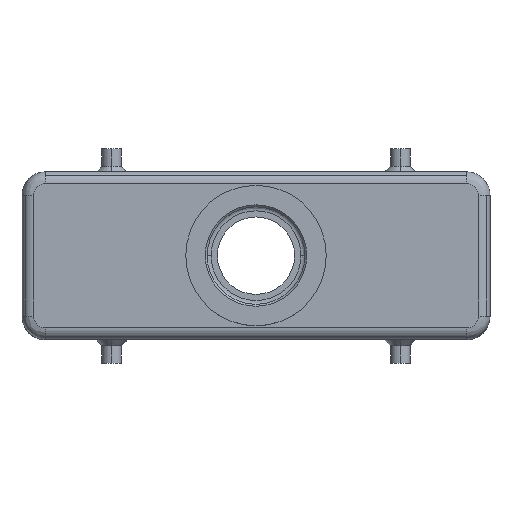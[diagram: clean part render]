
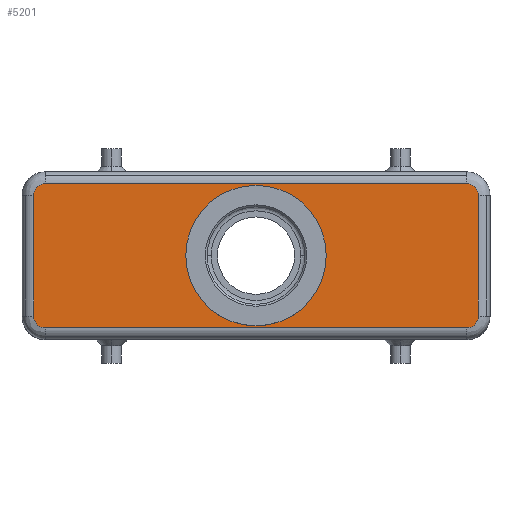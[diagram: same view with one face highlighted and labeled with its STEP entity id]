
A CAD part, top view. The second image highlights one B-rep face of the part: STEP entity #5201.
In plain terms, the highlighted planar face has unit normal (0, 0, 1).
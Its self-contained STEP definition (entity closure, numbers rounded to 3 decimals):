
#4088=CARTESIAN_POINT('',(-57.,-15.5,55.0));
#4089=VERTEX_POINT('',#4088);
#4097=CARTESIAN_POINT('',(-57.,15.5,55.0));
#4098=VERTEX_POINT('',#4097);
#4099=CARTESIAN_POINT('',(-57.,-15.5,55.0));
#4100=DIRECTION('',(0.0,1.0,0.0));
#4101=VECTOR('',#4100,31.);
#4102=LINE('',#4099,#4101);
#4103=EDGE_CURVE('',#4089,#4098,#4102,.T.);
#4746=CARTESIAN_POINT('',(0.,18.0,55.0));
#4747=VERTEX_POINT('',#4746);
#4763=CARTESIAN_POINT('',(0.,-18.,55.));
#4764=VERTEX_POINT('',#4763);
#4771=CARTESIAN_POINT('',(0.0,0.,55.0));
#4772=DIRECTION('',(0.0,0.0,-1.0));
#4773=DIRECTION('',(0.0,1.0,0.0));
#4774=AXIS2_PLACEMENT_3D('',#4771,#4772,#4773);
#4775=CIRCLE('',#4774,18.);
#4776=EDGE_CURVE('',#4747,#4764,#4775,.T.);
#5125=CARTESIAN_POINT('',(60.,0.0,55.0));
#5126=DIRECTION('',(0.0,0.0,1.0));
#5127=DIRECTION('',(1.0,0.0,0.0));
#5128=AXIS2_PLACEMENT_3D('',#5125,#5126,#5127);
#5129=PLANE('',#5128);
#5130=CARTESIAN_POINT('',(57.,15.5,55.0));
#5131=VERTEX_POINT('',#5130);
#5132=CARTESIAN_POINT('',(57.,-15.5,55.0));
#5133=VERTEX_POINT('',#5132);
#5134=CARTESIAN_POINT('',(57.,15.5,55.0));
#5135=DIRECTION('',(0.0,-1.0,0.0));
#5136=VECTOR('',#5135,31.);
#5137=LINE('',#5134,#5136);
#5138=EDGE_CURVE('',#5131,#5133,#5137,.T.);
#5139=ORIENTED_EDGE('',*,*,#5138,.F.);
#5140=CARTESIAN_POINT('',(54.,18.5,55.0));
#5141=VERTEX_POINT('',#5140);
#5142=CARTESIAN_POINT('',(54.,15.5,55.0));
#5143=DIRECTION('',(0.0,0.0,-1.0));
#5144=DIRECTION('',(0.707,0.707,0.0));
#5145=AXIS2_PLACEMENT_3D('',#5142,#5143,#5144);
#5146=CIRCLE('',#5145,3.);
#5147=EDGE_CURVE('',#5141,#5131,#5146,.T.);
#5148=ORIENTED_EDGE('',*,*,#5147,.F.);
#5149=CARTESIAN_POINT('',(-54.,18.5,55.0));
#5150=VERTEX_POINT('',#5149);
#5151=CARTESIAN_POINT('',(-54.,18.5,55.0));
#5152=DIRECTION('',(1.0,0.0,0.0));
#5153=VECTOR('',#5152,108.);
#5154=LINE('',#5151,#5153);
#5155=EDGE_CURVE('',#5150,#5141,#5154,.T.);
#5156=ORIENTED_EDGE('',*,*,#5155,.F.);
#5157=CARTESIAN_POINT('',(-54.,15.5,55.0));
#5158=DIRECTION('',(0.0,0.0,-1.));
#5159=DIRECTION('',(-0.707,0.707,0.0));
#5160=AXIS2_PLACEMENT_3D('',#5157,#5158,#5159);
#5161=CIRCLE('',#5160,3.0);
#5162=EDGE_CURVE('',#4098,#5150,#5161,.T.);
#5163=ORIENTED_EDGE('',*,*,#5162,.F.);
#5164=ORIENTED_EDGE('',*,*,#4103,.F.);
#5165=CARTESIAN_POINT('',(-54.,-18.5,55.0));
#5166=VERTEX_POINT('',#5165);
#5167=CARTESIAN_POINT('',(-54.,-15.5,55.0));
#5168=DIRECTION('',(0.0,0.0,-1.));
#5169=DIRECTION('',(-0.707,-0.707,0.0));
#5170=AXIS2_PLACEMENT_3D('',#5167,#5168,#5169);
#5171=CIRCLE('',#5170,3.0);
#5172=EDGE_CURVE('',#5166,#4089,#5171,.T.);
#5173=ORIENTED_EDGE('',*,*,#5172,.F.);
#5174=CARTESIAN_POINT('',(54.,-18.5,55.0));
#5175=VERTEX_POINT('',#5174);
#5176=CARTESIAN_POINT('',(54.,-18.5,55.0));
#5177=DIRECTION('',(-1.0,0.0,0.0));
#5178=VECTOR('',#5177,108.);
#5179=LINE('',#5176,#5178);
#5180=EDGE_CURVE('',#5175,#5166,#5179,.T.);
#5181=ORIENTED_EDGE('',*,*,#5180,.F.);
#5182=CARTESIAN_POINT('',(54.,-15.5,55.0));
#5183=DIRECTION('',(0.0,0.0,-1.0));
#5184=DIRECTION('',(0.707,-0.707,0.0));
#5185=AXIS2_PLACEMENT_3D('',#5182,#5183,#5184);
#5186=CIRCLE('',#5185,3.);
#5187=EDGE_CURVE('',#5133,#5175,#5186,.T.);
#5188=ORIENTED_EDGE('',*,*,#5187,.F.);
#5189=EDGE_LOOP('',(#5139,#5148,#5156,#5163,#5164,#5173,#5181,#5188));
#5190=FACE_OUTER_BOUND('',#5189,.T.);
#5191=CARTESIAN_POINT('',(0.0,0.,55.0));
#5192=DIRECTION('',(0.0,0.0,-1.0));
#5193=DIRECTION('',(0.0,1.0,0.0));
#5194=AXIS2_PLACEMENT_3D('',#5191,#5192,#5193);
#5195=CIRCLE('',#5194,18.);
#5196=EDGE_CURVE('',#4764,#4747,#5195,.T.);
#5197=ORIENTED_EDGE('',*,*,#5196,.T.);
#5198=ORIENTED_EDGE('',*,*,#4776,.T.);
#5199=EDGE_LOOP('',(#5197,#5198));
#5200=FACE_BOUND('',#5199,.T.);
#5201=ADVANCED_FACE('',(#5190,#5200),#5129,.T.);
